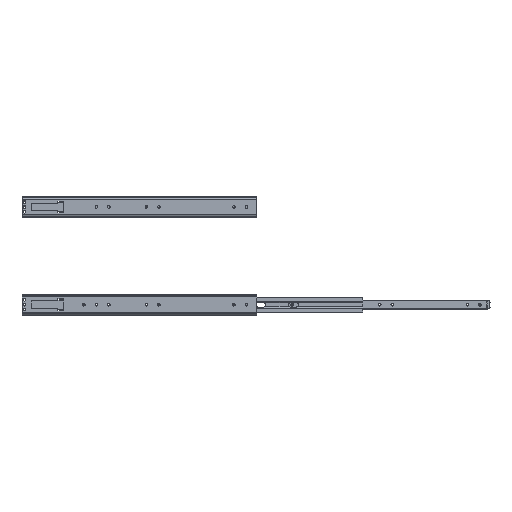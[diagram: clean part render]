
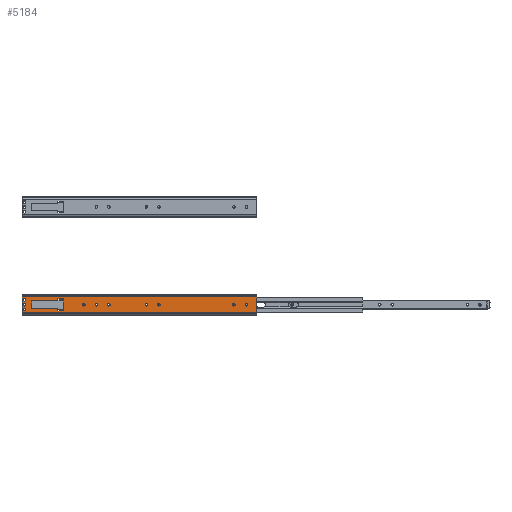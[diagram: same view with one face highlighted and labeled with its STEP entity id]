
A CAD part, top view. The second image highlights one B-rep face of the part: STEP entity #5184.
In plain terms, the highlighted face is planar.
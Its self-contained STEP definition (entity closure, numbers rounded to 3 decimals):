
#278=CARTESIAN_POINT('',(-381.3,0.,0.));
#279=VERTEX_POINT('',#278);
#280=CARTESIAN_POINT('',(-378.,0.,0.0));
#281=DIRECTION('',(0.0,0.0,1.0));
#282=DIRECTION('',(1.0,0.0,0.0));
#283=AXIS2_PLACEMENT_3D('',#280,#281,#282);
#284=CIRCLE('',#283,3.3);
#285=EDGE_CURVE('',#279,#279,#284,.T.);
#331=CARTESIAN_POINT('',(-445.3,0.,0.));
#332=VERTEX_POINT('',#331);
#333=CARTESIAN_POINT('',(-442.,0.,0.0));
#334=DIRECTION('',(0.0,0.0,1.0));
#335=DIRECTION('',(1.0,0.0,0.0));
#336=AXIS2_PLACEMENT_3D('',#333,#334,#335);
#337=CIRCLE('',#336,3.3);
#338=EDGE_CURVE('',#332,#332,#337,.T.);
#358=CARTESIAN_POINT('',(-413.3,0.,0.));
#359=VERTEX_POINT('',#358);
#360=CARTESIAN_POINT('',(-410.,0.,0.0));
#361=DIRECTION('',(0.0,0.0,1.0));
#362=DIRECTION('',(1.0,0.0,0.0));
#363=AXIS2_PLACEMENT_3D('',#360,#361,#362);
#364=CIRCLE('',#363,3.3);
#365=EDGE_CURVE('',#359,#359,#364,.T.);
#386=CARTESIAN_POINT('',(-596.8,-12.5,0.));
#387=VERTEX_POINT('',#386);
#388=CARTESIAN_POINT('',(-593.5,-12.5,0.0));
#389=DIRECTION('',(0.0,0.0,1.0));
#390=DIRECTION('',(1.0,0.0,0.0));
#391=AXIS2_PLACEMENT_3D('',#388,#389,#390);
#392=CIRCLE('',#391,3.3);
#393=EDGE_CURVE('',#387,#387,#392,.T.);
#414=CARTESIAN_POINT('',(-596.8,0.,0.));
#415=VERTEX_POINT('',#414);
#416=CARTESIAN_POINT('',(-593.5,0.,0.0));
#417=DIRECTION('',(0.0,0.0,1.0));
#418=DIRECTION('',(1.0,0.0,0.0));
#419=AXIS2_PLACEMENT_3D('',#416,#417,#418);
#420=CIRCLE('',#419,3.3);
#421=EDGE_CURVE('',#415,#415,#420,.T.);
#442=CARTESIAN_POINT('',(-596.8,12.5,0.));
#443=VERTEX_POINT('',#442);
#444=CARTESIAN_POINT('',(-593.5,12.5,0.0));
#445=DIRECTION('',(0.0,0.0,1.0));
#446=DIRECTION('',(1.0,0.0,0.0));
#447=AXIS2_PLACEMENT_3D('',#444,#445,#446);
#448=CIRCLE('',#447,3.3);
#449=EDGE_CURVE('',#443,#443,#448,.T.);
#470=CARTESIAN_POINT('',(-285.3,0.,0.));
#471=VERTEX_POINT('',#470);
#472=CARTESIAN_POINT('',(-282.0,0.,0.0));
#473=DIRECTION('',(0.0,0.0,1.0));
#474=DIRECTION('',(1.0,0.0,0.0));
#475=AXIS2_PLACEMENT_3D('',#472,#473,#474);
#476=CIRCLE('',#475,3.3);
#477=EDGE_CURVE('',#471,#471,#476,.T.);
#498=CARTESIAN_POINT('',(-253.3,0.,0.));
#499=VERTEX_POINT('',#498);
#500=CARTESIAN_POINT('',(-250.,0.,0.0));
#501=DIRECTION('',(0.0,0.0,1.0));
#502=DIRECTION('',(1.0,0.0,0.0));
#503=AXIS2_PLACEMENT_3D('',#500,#501,#502);
#504=CIRCLE('',#503,3.3);
#505=EDGE_CURVE('',#499,#499,#504,.T.);
#526=CARTESIAN_POINT('',(-61.3,0.,0.));
#527=VERTEX_POINT('',#526);
#528=CARTESIAN_POINT('',(-58.,0.,0.0));
#529=DIRECTION('',(0.0,0.0,1.0));
#530=DIRECTION('',(1.0,0.0,0.0));
#531=AXIS2_PLACEMENT_3D('',#528,#529,#530);
#532=CIRCLE('',#531,3.3);
#533=EDGE_CURVE('',#527,#527,#532,.T.);
#554=CARTESIAN_POINT('',(-29.3,0.,0.));
#555=VERTEX_POINT('',#554);
#556=CARTESIAN_POINT('',(-26.,0.,0.0));
#557=DIRECTION('',(0.0,0.0,1.0));
#558=DIRECTION('',(1.0,0.0,0.0));
#559=AXIS2_PLACEMENT_3D('',#556,#557,#558);
#560=CIRCLE('',#559,3.3);
#561=EDGE_CURVE('',#555,#555,#560,.T.);
#4370=CARTESIAN_POINT('',(-574.5,9.9,0.0));
#4371=VERTEX_POINT('',#4370);
#4372=CARTESIAN_POINT('',(-574.5,-9.9,0.0));
#4373=VERTEX_POINT('',#4372);
#4374=CARTESIAN_POINT('',(-574.5,9.9,0.0));
#4375=DIRECTION('',(0.0,-1.0,0.0));
#4376=VECTOR('',#4375,19.8);
#4377=LINE('',#4374,#4376);
#4378=EDGE_CURVE('',#4371,#4373,#4377,.T.);
#4401=CARTESIAN_POINT('',(-508.,-9.9,0.0));
#4402=VERTEX_POINT('',#4401);
#4403=CARTESIAN_POINT('',(-574.5,-9.9,0.0));
#4404=DIRECTION('',(1.0,0.0,0.0));
#4405=VECTOR('',#4404,66.5);
#4406=LINE('',#4403,#4405);
#4407=EDGE_CURVE('',#4373,#4402,#4406,.T.);
#4425=CARTESIAN_POINT('',(-508.,-15.25,0.0));
#4426=VERTEX_POINT('',#4425);
#4427=CARTESIAN_POINT('',(-508.,-9.9,0.0));
#4428=DIRECTION('',(0.0,-1.0,0.0));
#4429=VECTOR('',#4428,5.35);
#4430=LINE('',#4427,#4429);
#4431=EDGE_CURVE('',#4402,#4426,#4430,.T.);
#4450=CARTESIAN_POINT('',(-494.5,-15.25,0.0));
#4451=VERTEX_POINT('',#4450);
#4452=CARTESIAN_POINT('',(-508.,-15.25,0.0));
#4453=DIRECTION('',(1.0,0.0,0.0));
#4454=VECTOR('',#4453,13.5);
#4455=LINE('',#4452,#4454);
#4456=EDGE_CURVE('',#4426,#4451,#4455,.T.);
#4474=CARTESIAN_POINT('',(-508.,9.9,0.0));
#4475=VERTEX_POINT('',#4474);
#4476=CARTESIAN_POINT('',(-508.,9.9,0.0));
#4477=DIRECTION('',(-1.0,0.0,0.0));
#4478=VECTOR('',#4477,66.5);
#4479=LINE('',#4476,#4478);
#4480=EDGE_CURVE('',#4475,#4371,#4479,.T.);
#4498=CARTESIAN_POINT('',(-508.,15.25,0.0));
#4499=VERTEX_POINT('',#4498);
#4500=CARTESIAN_POINT('',(-508.,15.25,0.0));
#4501=DIRECTION('',(0.0,-1.0,0.0));
#4502=VECTOR('',#4501,5.35);
#4503=LINE('',#4500,#4502);
#4504=EDGE_CURVE('',#4499,#4475,#4503,.T.);
#4523=CARTESIAN_POINT('',(-494.5,15.25,0.0));
#4524=VERTEX_POINT('',#4523);
#4525=CARTESIAN_POINT('',(-494.5,-15.25,0.0));
#4526=DIRECTION('',(0.0,1.0,0.0));
#4527=VECTOR('',#4526,30.5);
#4528=LINE('',#4525,#4527);
#4529=EDGE_CURVE('',#4451,#4524,#4528,.T.);
#4549=CARTESIAN_POINT('',(-494.5,15.25,0.0));
#4550=DIRECTION('',(-1.0,0.0,0.0));
#4551=VECTOR('',#4550,13.5);
#4552=LINE('',#4549,#4551);
#4553=EDGE_CURVE('',#4524,#4499,#4552,.T.);
#4805=CARTESIAN_POINT('',(-600.0,19.798,0.0));
#4806=VERTEX_POINT('',#4805);
#4822=CARTESIAN_POINT('',(0.,19.798,0.0));
#4823=VERTEX_POINT('',#4822);
#4831=CARTESIAN_POINT('',(-600.0,19.798,0.0));
#4832=DIRECTION('',(1.0,0.0,0.0));
#4833=VECTOR('',#4832,600.0);
#4834=LINE('',#4831,#4833);
#4835=EDGE_CURVE('',#4806,#4823,#4834,.T.);
#4938=CARTESIAN_POINT('',(-600.0,-19.798,0.0));
#4939=VERTEX_POINT('',#4938);
#4947=CARTESIAN_POINT('',(0.,-19.798,0.0));
#4948=VERTEX_POINT('',#4947);
#4949=CARTESIAN_POINT('',(-600.0,-19.798,0.0));
#4950=DIRECTION('',(1.0,0.0,0.0));
#4951=VECTOR('',#4950,600.0);
#4952=LINE('',#4949,#4951);
#4953=EDGE_CURVE('',#4939,#4948,#4952,.T.);
#5123=CARTESIAN_POINT('',(-300.,0.,0.0));
#5124=DIRECTION('',(0.0,0.0,1.0));
#5125=DIRECTION('',(1.0,0.0,0.0));
#5126=AXIS2_PLACEMENT_3D('',#5123,#5124,#5125);
#5127=PLANE('',#5126);
#5128=ORIENTED_EDGE('',*,*,#4835,.T.);
#5129=CARTESIAN_POINT('',(0.,19.798,0.0));
#5130=DIRECTION('',(0.0,-1.0,0.0));
#5131=VECTOR('',#5130,39.595);
#5132=LINE('',#5129,#5131);
#5133=EDGE_CURVE('',#4823,#4948,#5132,.T.);
#5134=ORIENTED_EDGE('',*,*,#5133,.T.);
#5135=ORIENTED_EDGE('',*,*,#4953,.F.);
#5136=CARTESIAN_POINT('',(-600.0,-19.798,0.0));
#5137=DIRECTION('',(0.0,1.0,0.0));
#5138=VECTOR('',#5137,39.595);
#5139=LINE('',#5136,#5138);
#5140=EDGE_CURVE('',#4939,#4806,#5139,.T.);
#5141=ORIENTED_EDGE('',*,*,#5140,.T.);
#5142=EDGE_LOOP('',(#5128,#5134,#5135,#5141));
#5143=FACE_OUTER_BOUND('',#5142,.T.);
#5144=ORIENTED_EDGE('',*,*,#285,.T.);
#5145=EDGE_LOOP('',(#5144));
#5146=FACE_BOUND('',#5145,.T.);
#5147=ORIENTED_EDGE('',*,*,#338,.T.);
#5148=EDGE_LOOP('',(#5147));
#5149=FACE_BOUND('',#5148,.T.);
#5150=ORIENTED_EDGE('',*,*,#365,.T.);
#5151=EDGE_LOOP('',(#5150));
#5152=FACE_BOUND('',#5151,.T.);
#5153=ORIENTED_EDGE('',*,*,#393,.T.);
#5154=EDGE_LOOP('',(#5153));
#5155=FACE_BOUND('',#5154,.T.);
#5156=ORIENTED_EDGE('',*,*,#421,.T.);
#5157=EDGE_LOOP('',(#5156));
#5158=FACE_BOUND('',#5157,.T.);
#5159=ORIENTED_EDGE('',*,*,#449,.T.);
#5160=EDGE_LOOP('',(#5159));
#5161=FACE_BOUND('',#5160,.T.);
#5162=ORIENTED_EDGE('',*,*,#477,.T.);
#5163=EDGE_LOOP('',(#5162));
#5164=FACE_BOUND('',#5163,.T.);
#5165=ORIENTED_EDGE('',*,*,#505,.T.);
#5166=EDGE_LOOP('',(#5165));
#5167=FACE_BOUND('',#5166,.T.);
#5168=ORIENTED_EDGE('',*,*,#533,.T.);
#5169=EDGE_LOOP('',(#5168));
#5170=FACE_BOUND('',#5169,.T.);
#5171=ORIENTED_EDGE('',*,*,#561,.T.);
#5172=EDGE_LOOP('',(#5171));
#5173=FACE_BOUND('',#5172,.T.);
#5174=ORIENTED_EDGE('',*,*,#4529,.T.);
#5175=ORIENTED_EDGE('',*,*,#4553,.T.);
#5176=ORIENTED_EDGE('',*,*,#4504,.T.);
#5177=ORIENTED_EDGE('',*,*,#4480,.T.);
#5178=ORIENTED_EDGE('',*,*,#4378,.T.);
#5179=ORIENTED_EDGE('',*,*,#4407,.T.);
#5180=ORIENTED_EDGE('',*,*,#4431,.T.);
#5181=ORIENTED_EDGE('',*,*,#4456,.T.);
#5182=EDGE_LOOP('',(#5174,#5175,#5176,#5177,#5178,#5179,#5180,#5181));
#5183=FACE_BOUND('',#5182,.T.);
#5184=ADVANCED_FACE('',(#5143,#5146,#5149,#5152,#5155,#5158,#5161,#5164,#5167,#5170,#5173,#5183),#5127,.F.);
